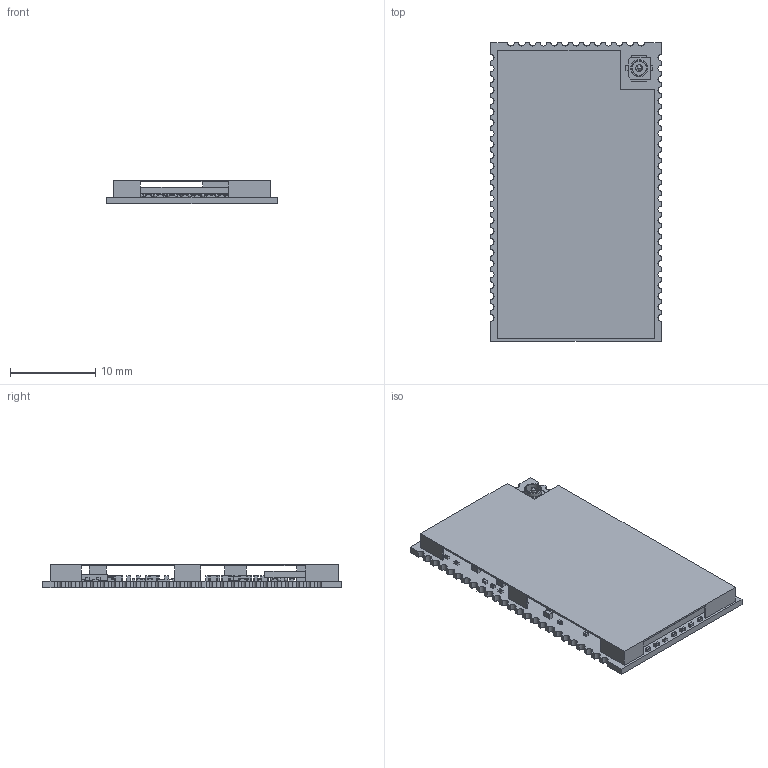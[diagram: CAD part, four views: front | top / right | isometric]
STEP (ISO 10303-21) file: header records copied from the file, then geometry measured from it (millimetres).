
FILE_DESCRIPTION(('Open CASCADE Model'),'2;1');
FILE_NAME('Open CASCADE Shape Model','2022-04-08T15:19:00',('Author'),( 'Open CASCADE'),'Open CASCADE STEP processor 6.8','Open CASCADE 6.8' ,'Unknown');
FILE_SCHEMA(('AUTOMOTIVE_DESIGN { 1 0 10303 214 1 1 1 1 }'));
Length unit declared in the file: millimetre
Products named in the file (133): PCB; Board; Open CASCADE STEP translator 6.8 1.1.1; Open CASCADE STEP translator 6.8 1.1.1.1; C80; C0201_035; C79; C0402_065; C78; C77; C76; C75; C74; C26; R6; rsmd-0201_l0-6_w0-3_h0-23; C13; C12; C4; S1; SH-33.6MM18.2MM2MM-AL_3D_Rev.A; C14; X3; 2520_SMD_Crystal_Oscillator; C19; C17; C16; C15; U3; WSON-8; U2; W971GG6KB; R9; R8; R7; R5; R4; R3; R24; R23 ...
Assembly tree (384 placements, depth 4):
  PCB
    Board
      Open CASCADE STEP translator 6.8 1.1.1
        Open CASCADE STEP translator 6.8 1.1.1.1
    C80
      C0201_035
      C0201_035
      C0201_035
    C79
      C0402_065
      C0402_065
      C0402_065
    C78
      C0201_035
      C0201_035
      C0201_035
    C77
      C0201_035
      C0201_035
      C0201_035
    C76
      C0402_065
      C0402_065
      C0402_065
    C75
      C0201_035
      C0201_035
      C0201_035
    C74
      C0402_065
      C0402_065
      C0402_065
    C26
      C0402_065
      C0402_065
      C0402_065
    R6
      rsmd-0201_l0-6_w0-3_h0-23
    C13
      C0201_035
      C0201_035
      C0201_035
    C12
      C0201_035
      C0201_035
      C0201_035
    C4
      C0201_035
      C0201_035
      C0201_035
    S1
      SH-33.6MM18.2MM2MM-AL_3D_Rev.A
    C14
      C0201_035
      C0201_035
      C0201_035
    X3
      2520_SMD_Crystal_Oscillator
    C19
      C0201_035
Bounding box: 20 x 35 x 2.76 mm (x, y, z)
Volume: 799.1 mm3; surface area: 3609.5 mm2
Topology: 459 solids, 459 shells, 9159 faces, 23481 edges, 14579 vertices
Faces by surface type: plane 6283, cylinder 1712, sphere 794, bspline 342, torus 17, cone 8, revolution 3
Full cylindrical faces by diameter (mm): 0.405 x2
Entity records: 50576 total; most frequent: CARTESIAN_POINT 15089, DIRECTION 5973, ORIENTED_EDGE 5482, EDGE_CURVE 2741, AXIS2_PLACEMENT_3D 1992, LINE 1986, VECTOR 1986, VERTEX_POINT 1927
